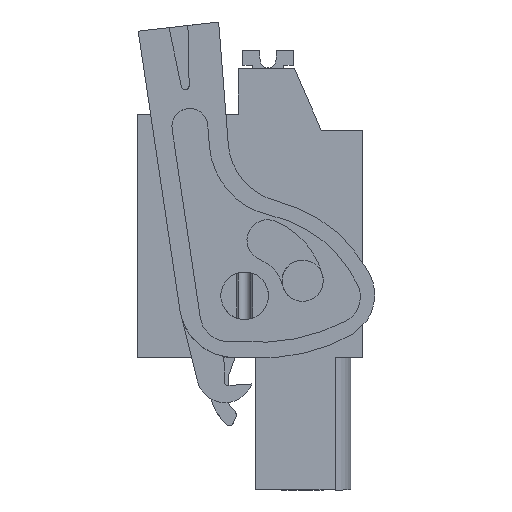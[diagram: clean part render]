
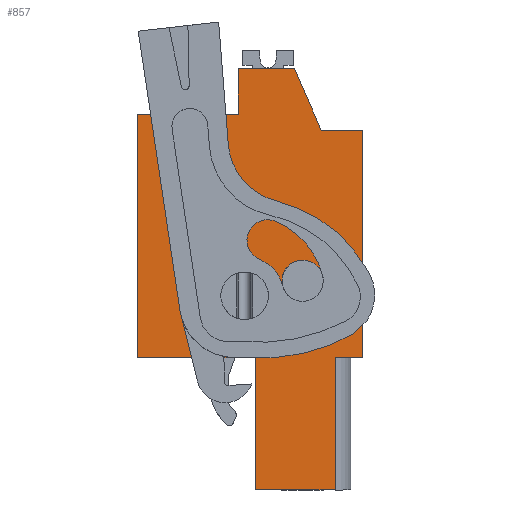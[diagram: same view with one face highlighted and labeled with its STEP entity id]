
A CAD part, left-side view. The second image highlights one B-rep face of the part: STEP entity #857.
In plain terms, the highlighted planar face has unit normal (-1, 0, 0).
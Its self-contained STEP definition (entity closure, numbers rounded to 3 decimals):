
#737=AXIS2_PLACEMENT_3D('Plane Axis2P3D',#734,#735,#736) ;
#823=AXIS2_PLACEMENT_3D('Circle Axis2P3D',#821,#822,$) ;
#832=AXIS2_PLACEMENT_3D('Circle Axis2P3D',#830,#831,$) ;
#841=AXIS2_PLACEMENT_3D('Circle Axis2P3D',#839,#840,$) ;
#850=AXIS2_PLACEMENT_3D('Circle Axis2P3D',#848,#849,$) ;
#42=CARTESIAN_POINT('Vertex',(4.85,8.618,26.59)) ;
#45=CARTESIAN_POINT('Line Origine',(4.85,6.843,26.59)) ;
#49=CARTESIAN_POINT('Vertex',(4.85,5.068,26.59)) ;
#614=CARTESIAN_POINT('Vertex',(4.85,8.618,23.69)) ;
#617=CARTESIAN_POINT('Line Origine',(4.85,8.618,25.14)) ;
#734=CARTESIAN_POINT('Axis2P3D Location',(4.85,7.568,8.35)) ;
#739=CARTESIAN_POINT('Line Origine',(4.85,2.493,4.175)) ;
#743=CARTESIAN_POINT('Vertex',(4.85,2.493,8.35)) ;
#745=CARTESIAN_POINT('Vertex',(4.85,2.493,0.)) ;
#748=CARTESIAN_POINT('Line Origine',(4.85,1.63,8.35)) ;
#752=CARTESIAN_POINT('Vertex',(4.85,0.768,8.35)) ;
#755=CARTESIAN_POINT('Line Origine',(4.85,0.768,15.52)) ;
#759=CARTESIAN_POINT('Vertex',(4.85,0.768,22.69)) ;
#762=CARTESIAN_POINT('Line Origine',(4.85,2.068,22.69)) ;
#766=CARTESIAN_POINT('Vertex',(4.85,3.368,22.69)) ;
#769=CARTESIAN_POINT('Line Origine',(4.85,4.218,24.64)) ;
#774=CARTESIAN_POINT('Line Origine',(4.85,11.793,23.69)) ;
#778=CARTESIAN_POINT('Vertex',(4.85,14.968,23.69)) ;
#781=CARTESIAN_POINT('Line Origine',(4.85,14.968,16.02)) ;
#785=CARTESIAN_POINT('Vertex',(4.85,14.968,8.35)) ;
#788=CARTESIAN_POINT('Line Origine',(4.85,11.253,8.35)) ;
#792=CARTESIAN_POINT('Vertex',(4.85,7.539,8.35)) ;
#795=CARTESIAN_POINT('Line Origine',(4.85,7.539,4.175)) ;
#799=CARTESIAN_POINT('Vertex',(4.85,7.539,0.)) ;
#802=CARTESIAN_POINT('Line Origine',(4.85,5.016,0.)) ;
#821=CARTESIAN_POINT('Axis2P3D Location',(4.85,8.204,12.25)) ;
#825=CARTESIAN_POINT('Vertex',(4.85,8.204,10.75)) ;
#827=CARTESIAN_POINT('Vertex',(4.85,8.204,13.75)) ;
#830=CARTESIAN_POINT('Axis2P3D Location',(4.85,8.204,12.25)) ;
#839=CARTESIAN_POINT('Axis2P3D Location',(4.85,4.544,13.2)) ;
#843=CARTESIAN_POINT('Vertex',(4.85,4.544,14.5)) ;
#845=CARTESIAN_POINT('Vertex',(4.85,4.544,11.9)) ;
#848=CARTESIAN_POINT('Axis2P3D Location',(4.85,4.544,13.2)) ;
#46=DIRECTION('Vector Direction',(0.,1.,0.)) ;
#618=DIRECTION('Vector Direction',(0.,0.,-1.)) ;
#735=DIRECTION('Axis2P3D Direction',(1.,0.,0.)) ;
#736=DIRECTION('Axis2P3D XDirection',(0.,1.,0.)) ;
#740=DIRECTION('Vector Direction',(0.,0.,-1.)) ;
#749=DIRECTION('Vector Direction',(0.,-1.,0.)) ;
#756=DIRECTION('Vector Direction',(0.,0.,-1.)) ;
#763=DIRECTION('Vector Direction',(0.,1.,0.)) ;
#770=DIRECTION('Vector Direction',(0.,0.4,0.917)) ;
#775=DIRECTION('Vector Direction',(0.,1.,0.)) ;
#782=DIRECTION('Vector Direction',(0.,0.,1.)) ;
#789=DIRECTION('Vector Direction',(0.,1.,0.)) ;
#796=DIRECTION('Vector Direction',(0.,0.,-1.)) ;
#803=DIRECTION('Vector Direction',(0.,1.,0.)) ;
#822=DIRECTION('Axis2P3D Direction',(1.,0.,0.)) ;
#831=DIRECTION('Axis2P3D Direction',(1.,0.,0.)) ;
#840=DIRECTION('Axis2P3D Direction',(1.,0.,0.)) ;
#849=DIRECTION('Axis2P3D Direction',(1.,0.,0.)) ;
#47=VECTOR('Line Direction',#46,1.) ;
#619=VECTOR('Line Direction',#618,1.) ;
#741=VECTOR('Line Direction',#740,1.) ;
#750=VECTOR('Line Direction',#749,1.) ;
#757=VECTOR('Line Direction',#756,1.) ;
#764=VECTOR('Line Direction',#763,1.) ;
#771=VECTOR('Line Direction',#770,1.) ;
#776=VECTOR('Line Direction',#775,1.) ;
#783=VECTOR('Line Direction',#782,1.) ;
#790=VECTOR('Line Direction',#789,1.) ;
#797=VECTOR('Line Direction',#796,1.) ;
#804=VECTOR('Line Direction',#803,1.) ;
#808=ORIENTED_EDGE('',*,*,#747,.F.) ;
#809=ORIENTED_EDGE('',*,*,#754,.F.) ;
#810=ORIENTED_EDGE('',*,*,#761,.F.) ;
#811=ORIENTED_EDGE('',*,*,#768,.T.) ;
#812=ORIENTED_EDGE('',*,*,#773,.T.) ;
#813=ORIENTED_EDGE('',*,*,#51,.T.) ;
#814=ORIENTED_EDGE('',*,*,#621,.T.) ;
#815=ORIENTED_EDGE('',*,*,#780,.T.) ;
#816=ORIENTED_EDGE('',*,*,#787,.F.) ;
#817=ORIENTED_EDGE('',*,*,#794,.F.) ;
#818=ORIENTED_EDGE('',*,*,#801,.T.) ;
#819=ORIENTED_EDGE('',*,*,#806,.F.) ;
#836=ORIENTED_EDGE('',*,*,#829,.T.) ;
#837=ORIENTED_EDGE('',*,*,#834,.T.) ;
#854=ORIENTED_EDGE('',*,*,#847,.T.) ;
#855=ORIENTED_EDGE('',*,*,#852,.T.) ;
#838=FACE_BOUND('',#835,.T.) ;
#856=FACE_BOUND('',#853,.T.) ;
#857=ADVANCED_FACE('HOUSING',(#820,#838,#856),#738,.F.) ;
#824=CIRCLE('generated circle',#823,1.5) ;
#833=CIRCLE('generated circle',#832,1.5) ;
#842=CIRCLE('generated circle',#841,1.3) ;
#851=CIRCLE('generated circle',#850,1.3) ;
#51=EDGE_CURVE('',#50,#43,#48,.T.) ;
#621=EDGE_CURVE('',#43,#615,#620,.T.) ;
#747=EDGE_CURVE('',#744,#746,#742,.T.) ;
#754=EDGE_CURVE('',#753,#744,#751,.F.) ;
#761=EDGE_CURVE('',#760,#753,#758,.T.) ;
#768=EDGE_CURVE('',#760,#767,#765,.T.) ;
#773=EDGE_CURVE('',#767,#50,#772,.T.) ;
#780=EDGE_CURVE('',#615,#779,#777,.T.) ;
#787=EDGE_CURVE('',#786,#779,#784,.T.) ;
#794=EDGE_CURVE('',#793,#786,#791,.T.) ;
#801=EDGE_CURVE('',#793,#800,#798,.T.) ;
#806=EDGE_CURVE('',#746,#800,#805,.T.) ;
#829=EDGE_CURVE('',#826,#828,#824,.T.) ;
#834=EDGE_CURVE('',#828,#826,#833,.T.) ;
#847=EDGE_CURVE('',#844,#846,#842,.T.) ;
#852=EDGE_CURVE('',#846,#844,#851,.T.) ;
#807=EDGE_LOOP('',(#808,#809,#810,#811,#812,#813,#814,#815,#816,#817,#818,#819)) ;
#835=EDGE_LOOP('',(#836,#837)) ;
#853=EDGE_LOOP('',(#854,#855)) ;
#820=FACE_OUTER_BOUND('',#807,.T.) ;
#48=LINE('Line',#45,#47) ;
#620=LINE('Line',#617,#619) ;
#742=LINE('Line',#739,#741) ;
#751=LINE('Line',#748,#750) ;
#758=LINE('Line',#755,#757) ;
#765=LINE('Line',#762,#764) ;
#772=LINE('Line',#769,#771) ;
#777=LINE('Line',#774,#776) ;
#784=LINE('Line',#781,#783) ;
#791=LINE('Line',#788,#790) ;
#798=LINE('Line',#795,#797) ;
#805=LINE('Line',#802,#804) ;
#738=PLANE('',#737) ;
#43=VERTEX_POINT('',#42) ;
#50=VERTEX_POINT('',#49) ;
#615=VERTEX_POINT('',#614) ;
#744=VERTEX_POINT('',#743) ;
#746=VERTEX_POINT('',#745) ;
#753=VERTEX_POINT('',#752) ;
#760=VERTEX_POINT('',#759) ;
#767=VERTEX_POINT('',#766) ;
#779=VERTEX_POINT('',#778) ;
#786=VERTEX_POINT('',#785) ;
#793=VERTEX_POINT('',#792) ;
#800=VERTEX_POINT('',#799) ;
#826=VERTEX_POINT('',#825) ;
#828=VERTEX_POINT('',#827) ;
#844=VERTEX_POINT('',#843) ;
#846=VERTEX_POINT('',#845) ;
